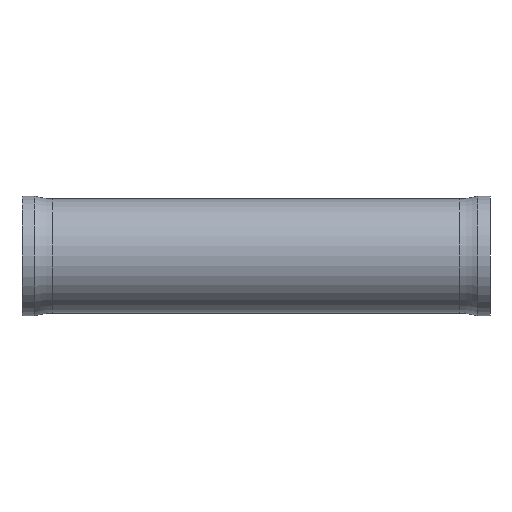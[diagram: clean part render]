
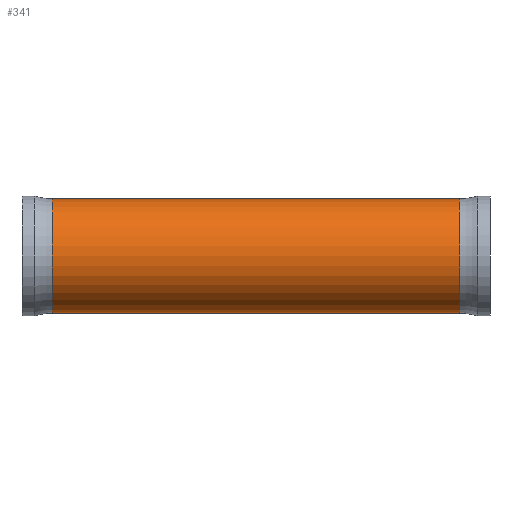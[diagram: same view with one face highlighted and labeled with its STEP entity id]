
A CAD part, left-side view. The second image highlights one B-rep face of the part: STEP entity #341.
In plain terms, the highlighted cylindrical face has radius 23.812 mm (diameter 47.625 mm), a partial arc.
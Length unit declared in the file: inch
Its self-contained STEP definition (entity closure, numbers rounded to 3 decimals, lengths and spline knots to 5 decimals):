
#14 = EDGE_CURVE ( 'NONE', #233, #93, #616, .T. ) ;
#19 = CARTESIAN_POINT ( 'NONE',  ( 0., 0.49839, 0.9375 ) ) ;
#38 = CIRCLE ( 'NONE', #400, 0.9375 ) ;
#58 = EDGE_CURVE ( 'NONE', #551, #196, #38, .T. ) ;
#87 = ORIENTED_EDGE ( 'NONE', *, *, #58, .T. ) ;
#93 = VERTEX_POINT ( 'NONE', #164 ) ;
#117 = DIRECTION ( 'NONE',  ( 0., 0., 1. ) ) ;
#123 = DIRECTION ( 'NONE',  ( 0., 1., 0. ) ) ;
#146 = EDGE_CURVE ( 'NONE', #196, #93, #543, .T. ) ;
#164 = CARTESIAN_POINT ( 'NONE',  ( 0., 7.17877, 0.9375 ) ) ;
#171 = DIRECTION ( 'NONE',  ( 0., 0., 1. ) ) ;
#188 = CARTESIAN_POINT ( 'NONE',  ( 0., 7.17877, -0.9375 ) ) ;
#196 = VERTEX_POINT ( 'NONE', #19 ) ;
#211 = EDGE_LOOP ( 'NONE', ( #326, #87, #347, #298 ) ) ;
#225 = CARTESIAN_POINT ( 'NONE',  ( 0., 7.17877, 0. ) ) ;
#226 = AXIS2_PLACEMENT_3D ( 'NONE', #225, #540, #171 ) ;
#229 = DIRECTION ( 'NONE',  ( 0., 1., 0. ) ) ;
#233 = VERTEX_POINT ( 'NONE', #188 ) ;
#264 = DIRECTION ( 'NONE',  ( 0., 1., 0. ) ) ;
#298 = ORIENTED_EDGE ( 'NONE', *, *, #14, .F. ) ;
#321 = CARTESIAN_POINT ( 'NONE',  ( 0., 0.49839, -0.9375 ) ) ;
#326 = ORIENTED_EDGE ( 'NONE', *, *, #518, .F. ) ;
#327 = VECTOR ( 'NONE', #264, 39.37008 ) ;
#328 = LINE ( 'NONE', #631, #327 ) ;
#340 = CARTESIAN_POINT ( 'NONE',  ( 0., 5.49933, 0. ) ) ;
#341 = ADVANCED_FACE ( 'NONE', ( #414 ), #405, .T. ) ;
#347 = ORIENTED_EDGE ( 'NONE', *, *, #146, .T. ) ;
#382 = CARTESIAN_POINT ( 'NONE',  ( 0., 0.49839, 0. ) ) ;
#394 = DIRECTION ( 'NONE',  ( 0., 1., 0. ) ) ;
#400 = AXIS2_PLACEMENT_3D ( 'NONE', #382, #123, #117 ) ;
#405 = CYLINDRICAL_SURFACE ( 'NONE', #529, 0.9375 ) ;
#414 = FACE_OUTER_BOUND ( 'NONE', #211, .T. ) ;
#452 = CARTESIAN_POINT ( 'NONE',  ( 0., 5.49933, 0.9375 ) ) ;
#518 = EDGE_CURVE ( 'NONE', #551, #233, #328, .T. ) ;
#529 = AXIS2_PLACEMENT_3D ( 'NONE', #340, #229, #544 ) ;
#540 = DIRECTION ( 'NONE',  ( 0., 1., 0. ) ) ;
#542 = VECTOR ( 'NONE', #394, 39.37008 ) ;
#543 = LINE ( 'NONE', #452, #542 ) ;
#544 = DIRECTION ( 'NONE',  ( 0., 0., 1. ) ) ;
#551 = VERTEX_POINT ( 'NONE', #321 ) ;
#616 = CIRCLE ( 'NONE', #226, 0.9375 ) ;
#631 = CARTESIAN_POINT ( 'NONE',  ( 0., 5.49933, -0.9375 ) ) ;
